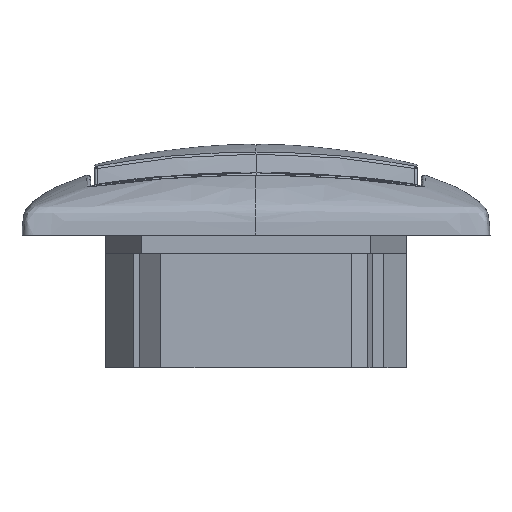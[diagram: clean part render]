
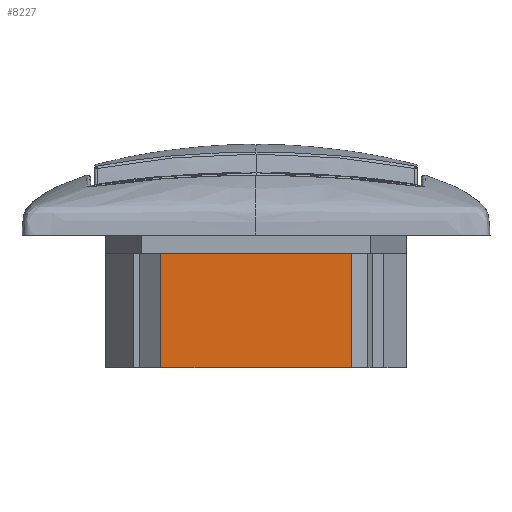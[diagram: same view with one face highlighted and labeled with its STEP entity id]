
A CAD part, left-side view. The second image highlights one B-rep face of the part: STEP entity #8227.
In plain terms, the highlighted planar face has unit normal (-1, 0, 0).
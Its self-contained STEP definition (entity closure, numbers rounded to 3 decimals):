
#8227=ADVANCED_FACE('',(#25578),#25580,.T.);
#25578=FACE_BOUND('',#25579,.T.);
#25579=EDGE_LOOP('',(#32131,#32132,#32133,#32134));
#25580=PLANE('',#25581);
#25581=AXIS2_PLACEMENT_3D('',#25582,#25583,#25584);
#25582=CARTESIAN_POINT('',(-26.588,-16.666,-9.2));
#25583=DIRECTION('',(-1.,0.,0.));
#25584=DIRECTION('',(0.,1.,0.));
#32131=ORIENTED_EDGE('',*,*,#41983,.T.);
#32132=ORIENTED_EDGE('',*,*,#42006,.T.);
#32133=ORIENTED_EDGE('',*,*,#41965,.F.);
#32134=ORIENTED_EDGE('',*,*,#42005,.F.);
#41965=EDGE_CURVE('',#46834,#46836,#46837,.T.);
#41983=EDGE_CURVE('',#46869,#46867,#46870,.T.);
#42005=EDGE_CURVE('',#46869,#46834,#46896,.T.);
#42006=EDGE_CURVE('',#46867,#46836,#46897,.T.);
#46834=VERTEX_POINT('',#76799);
#46836=VERTEX_POINT('',#76803);
#46837=LINE('',#76804,#76805);
#46867=VERTEX_POINT('',#76868);
#46869=VERTEX_POINT('',#76872);
#46870=LINE('',#76873,#76874);
#46896=LINE('',#76943,#76944);
#46897=LINE('',#76946,#76947);
#76799=CARTESIAN_POINT('',(-26.588,-16.666,-29.2));
#76803=CARTESIAN_POINT('',(-26.588,16.65,-29.2));
#76804=CARTESIAN_POINT('',(-26.588,-16.666,-29.2));
#76805=VECTOR('',#76806,1.);
#76806=DIRECTION('',(0.,1.,0.));
#76868=CARTESIAN_POINT('',(-26.588,16.65,-9.2));
#76872=CARTESIAN_POINT('',(-26.588,-16.666,-9.2));
#76873=CARTESIAN_POINT('',(-26.588,-16.666,-9.2));
#76874=VECTOR('',#76875,1.);
#76875=DIRECTION('',(0.,1.,0.));
#76943=CARTESIAN_POINT('',(-26.588,-16.666,-9.2));
#76944=VECTOR('',#76945,1.);
#76945=DIRECTION('',(0.,0.,-1.));
#76946=CARTESIAN_POINT('',(-26.588,16.65,-9.2));
#76947=VECTOR('',#76948,1.);
#76948=DIRECTION('',(0.,0.,-1.));
